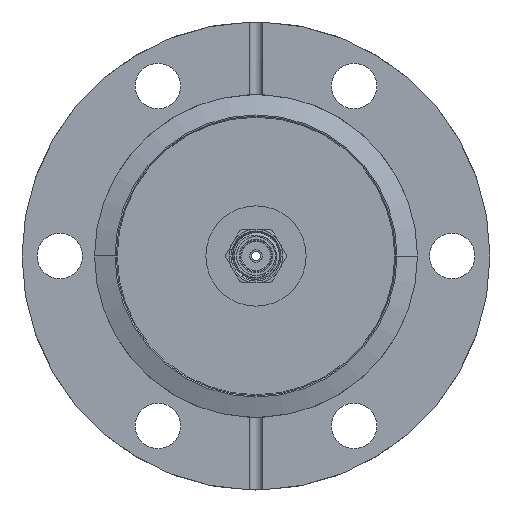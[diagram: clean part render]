
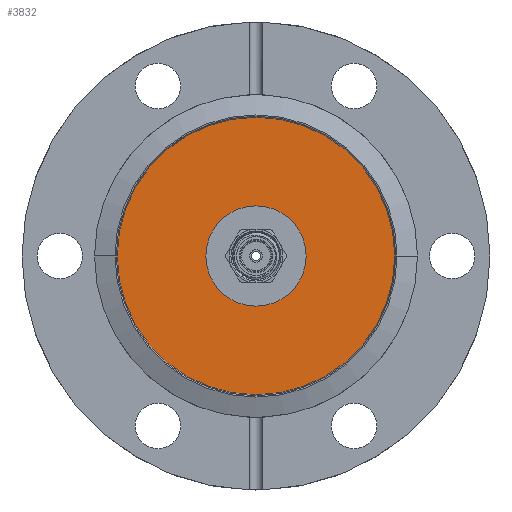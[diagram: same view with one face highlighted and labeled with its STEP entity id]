
A CAD part, left-side view. The second image highlights one B-rep face of the part: STEP entity #3832.
In plain terms, the highlighted face is planar.
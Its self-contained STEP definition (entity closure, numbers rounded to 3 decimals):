
#1248 = EDGE_LOOP ( 'NONE', ( #12709, #8318 ) ) ;
#1934 = VERTEX_POINT ( 'NONE', #7749 ) ;
#2219 = DIRECTION ( 'NONE',  ( 0., 0., 1. ) ) ;
#2290 = VERTEX_POINT ( 'NONE', #9070 ) ;
#2809 = DIRECTION ( 'NONE',  ( 0., 0., -1. ) ) ;
#2907 = CARTESIAN_POINT ( 'NONE',  ( 0., -1.2, -7.5 ) ) ;
#2915 = CIRCLE ( 'NONE', #5398, 20.75 ) ;
#3026 = AXIS2_PLACEMENT_3D ( 'NONE', #8487, #7311, #10635 ) ;
#3742 = EDGE_CURVE ( 'NONE', #12927, #1934, #8157, .T. ) ;
#3832 = ADVANCED_FACE ( 'NONE', ( #12294, #9364 ), #5371, .F. ) ;
#5020 = DIRECTION ( 'NONE',  ( 0., -1., 0. ) ) ;
#5371 = PLANE ( 'NONE',  #6457 ) ;
#5398 = AXIS2_PLACEMENT_3D ( 'NONE', #5999, #5020, #2809 ) ;
#5710 = ORIENTED_EDGE ( 'NONE', *, *, #3742, .F. ) ;
#5999 = CARTESIAN_POINT ( 'NONE',  ( 0., -1.2, 0. ) ) ;
#6457 = AXIS2_PLACEMENT_3D ( 'NONE', #8657, #8761, #13084 ) ;
#6556 = CARTESIAN_POINT ( 'NONE',  ( 0., -1.2, 0. ) ) ;
#6905 = CARTESIAN_POINT ( 'NONE',  ( 0., -1.2, 20.75 ) ) ;
#7311 = DIRECTION ( 'NONE',  ( 0., -1., 0. ) ) ;
#7398 = AXIS2_PLACEMENT_3D ( 'NONE', #6556, #7683, #2219 ) ;
#7638 = CIRCLE ( 'NONE', #3026, 20.75 ) ;
#7683 = DIRECTION ( 'NONE',  ( 0., 1., 0. ) ) ;
#7721 = EDGE_CURVE ( 'NONE', #14177, #2290, #7638, .T. ) ;
#7749 = CARTESIAN_POINT ( 'NONE',  ( 0., -1.2, 7.5 ) ) ;
#8157 = CIRCLE ( 'NONE', #8237, 7.5 ) ;
#8237 = AXIS2_PLACEMENT_3D ( 'NONE', #11091, #12183, #12134 ) ;
#8317 = EDGE_LOOP ( 'NONE', ( #12022, #5710 ) ) ;
#8318 = ORIENTED_EDGE ( 'NONE', *, *, #11158, .F. ) ;
#8487 = CARTESIAN_POINT ( 'NONE',  ( 0., -1.2, 0. ) ) ;
#8657 = CARTESIAN_POINT ( 'NONE',  ( 20.75, -1.2, 0. ) ) ;
#8761 = DIRECTION ( 'NONE',  ( 0., -1., 0. ) ) ;
#9070 = CARTESIAN_POINT ( 'NONE',  ( 0., -1.2, -20.75 ) ) ;
#9364 = FACE_OUTER_BOUND ( 'NONE', #1248, .T. ) ;
#10635 = DIRECTION ( 'NONE',  ( 0., 0., -1. ) ) ;
#10982 = EDGE_CURVE ( 'NONE', #1934, #12927, #13092, .T. ) ;
#11091 = CARTESIAN_POINT ( 'NONE',  ( 0., -1.2, 0. ) ) ;
#11158 = EDGE_CURVE ( 'NONE', #2290, #14177, #2915, .T. ) ;
#12022 = ORIENTED_EDGE ( 'NONE', *, *, #10982, .F. ) ;
#12134 = DIRECTION ( 'NONE',  ( 0., 0., 1. ) ) ;
#12183 = DIRECTION ( 'NONE',  ( 0., 1., 0. ) ) ;
#12294 = FACE_BOUND ( 'NONE', #8317, .T. ) ;
#12709 = ORIENTED_EDGE ( 'NONE', *, *, #7721, .F. ) ;
#12927 = VERTEX_POINT ( 'NONE', #2907 ) ;
#13084 = DIRECTION ( 'NONE',  ( 0., 0., -1. ) ) ;
#13092 = CIRCLE ( 'NONE', #7398, 7.5 ) ;
#14177 = VERTEX_POINT ( 'NONE', #6905 ) ;
